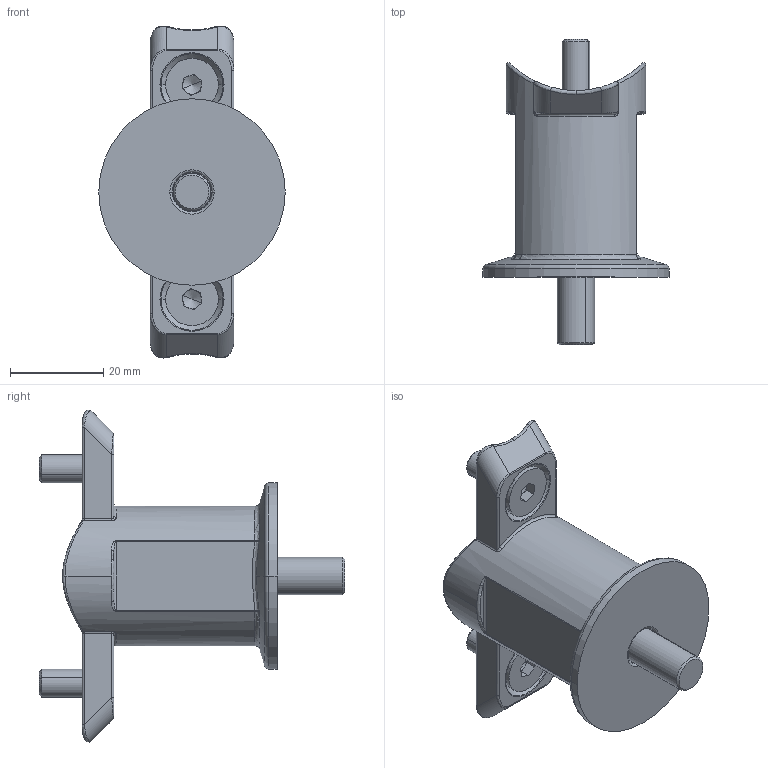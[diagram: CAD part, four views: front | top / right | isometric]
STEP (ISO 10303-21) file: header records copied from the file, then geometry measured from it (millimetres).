
FILE_DESCRIPTION (( 'STEP AP203' ), '1' );
FILE_NAME ('43-300-0.STEP', '2022-02-23T14:17:17', ( '' ), ( '' ), 'SwSTEP 2.0', 'SolidWorks 2021', '' );
FILE_SCHEMA (( 'CONFIG_CONTROL_DESIGN' ));
Length unit declared in the file: millimetre
Products named in the file (1): 43-300-0
Bounding box: 40 x 65.56 x 71.24 mm (x, y, z)
Volume: 20652.2 mm3; surface area: 14208.9 mm2
Topology: 6 solids, 6 shells, 239 faces, 553 edges, 317 vertices
Faces by surface type: cylinder 71, plane 65, bspline 49, torus 32, cone 22
Entity records: 9252 total; most frequent: CARTESIAN_POINT 4109, ORIENTED_EDGE 1078, DIRECTION 1044, EDGE_CURVE 539, AXIS2_PLACEMENT_3D 424, VERTEX_POINT 317, EDGE_LOOP 252, ADVANCED_FACE 239
